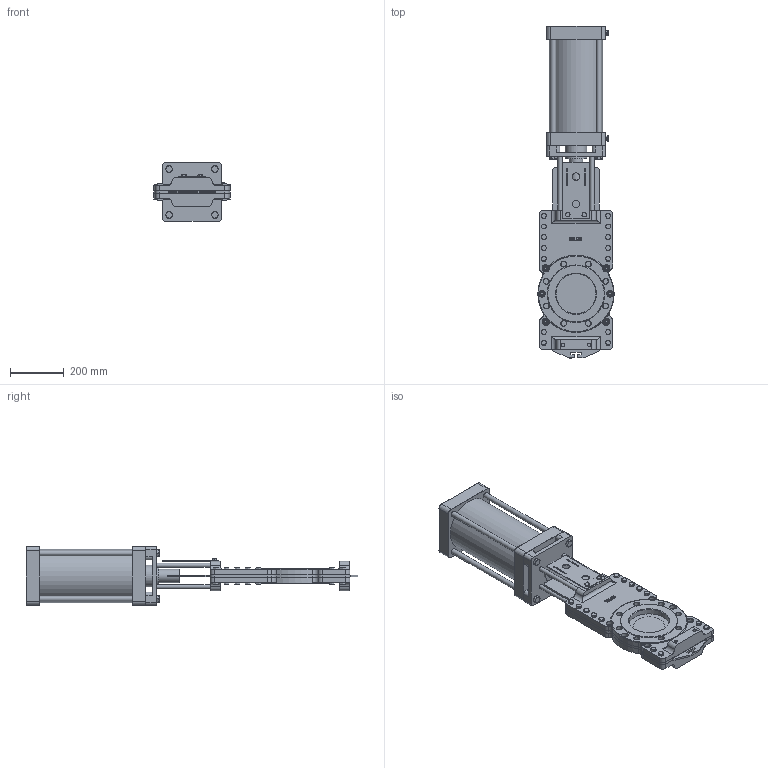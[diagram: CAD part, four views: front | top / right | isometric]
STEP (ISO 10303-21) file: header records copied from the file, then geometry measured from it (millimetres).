
FILE_DESCRIPTION(/* description */ (''),/* implementation_level */ '2;1');
FILE_NAME(/* name */ 'DN150_3D_STEP.stp',/* time_stamp */ '2025-04-21T00:31:14+03:00',/* author */ ('igorr'),/* organization */ (''),/* preprocessor_version */ 'ST-DEVELOPER v20',/* originating_system */ 'Autodesk Inventor 2025',/* authorisation */ '');
FILE_SCHEMA (('AUTOMOTIVE_DESIGN { 1 0 10303 214 3 1 1 }'));
Length unit declared in the file: millimetre
Products named in the file (6): Сборка; Деталь; SC 125x145; AS 1110 - M10 x 16; AS 1110 - M12 x 20; AS 1110 - M16 x 25
Assembly tree (48 placements, depth 2):
  Сборка
    Деталь
    SC 125x145
    AS 1110 - M10 x 16  x2
    AS 1110 - M12 x 20  x40
    AS 1110 - M16 x 25  x4
Bounding box: 284.96 x 1240 x 220 mm (x, y, z)
Volume: 25076371.1 mm3; surface area: 1916245.6 mm2
Topology: 48 solids, 48 shells, 1693 faces, 3742 edges, 2290 vertices
Faces by surface type: plane 933, cone 344, cylinder 329, torus 49, bspline 38
Full cylindrical faces by diameter (mm): 7.426 x2, 10 x4, 12 x48, 14 x46, 14.593 x2, 16 x10, 18 x44, 19.114 x2, 20 x24, 24 x4, 25 x14, 27.951 x2, 50 x1, 80 x1, 115.43 x2, 150 x2, 200 x1
Entity records: 21122 total; most frequent: CARTESIAN_POINT 4448, DIRECTION 3448, ORIENTED_EDGE 3096, EDGE_CURVE 1548, AXIS2_PLACEMENT_3D 1359, VERTEX_POINT 1000, EDGE_LOOP 822, LINE 730
